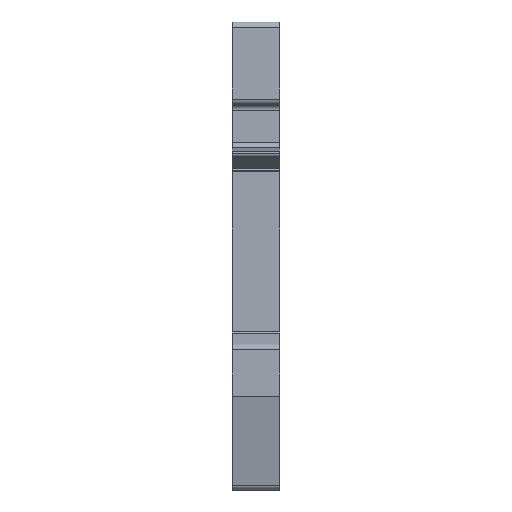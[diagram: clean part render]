
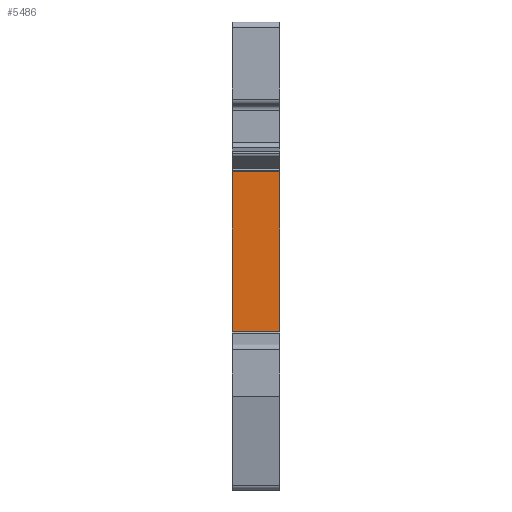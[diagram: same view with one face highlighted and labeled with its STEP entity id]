
A CAD part, front view. The second image highlights one B-rep face of the part: STEP entity #5486.
In plain terms, the highlighted face is planar.
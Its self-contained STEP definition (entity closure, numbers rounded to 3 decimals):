
#1486=DIRECTION('',(0.,0.,-1.));
#1487=VECTOR('',#1486,29.);
#1488=CARTESIAN_POINT('',(0.,1.391,-27.2));
#1489=LINE('',#1488,#1487);
#1852=DIRECTION('',(0.,-1.,0.));
#1853=VECTOR('',#1852,8.7);
#1854=CARTESIAN_POINT('',(0.,10.091,-27.2));
#1855=LINE('',#1854,#1853);
#1866=DIRECTION('',(0.,0.,-1.));
#1867=VECTOR('',#1866,29.);
#1868=CARTESIAN_POINT('',(0.,10.091,-27.2));
#1869=LINE('',#1868,#1867);
#1873=DIRECTION('',(0.,1.,0.));
#1874=VECTOR('',#1873,8.7);
#1875=CARTESIAN_POINT('',(0.,1.391,-56.2));
#1876=LINE('',#1875,#1874);
#3851=CARTESIAN_POINT('',(0.,1.391,-56.2));
#3853=VERTEX_POINT('',#3851);
#3959=CARTESIAN_POINT('',(0.,10.091,-27.2));
#3961=VERTEX_POINT('',#3959);
#4087=CARTESIAN_POINT('',(0.,10.091,-56.2));
#4088=VERTEX_POINT('',#4087);
#4127=CARTESIAN_POINT('',(0.,1.391,-27.2));
#4128=VERTEX_POINT('',#4127);
#5474=CARTESIAN_POINT('',(0.,10.091,-56.2));
#5475=DIRECTION('',(-1.,0.,0.));
#5476=DIRECTION('',(0.,0.,1.));
#5477=AXIS2_PLACEMENT_3D('',#5474,#5475,#5476);
#5478=PLANE('',#5477);
#5479=ORIENTED_EDGE('',*,*,#5157,.T.);
#5481=ORIENTED_EDGE('',*,*,#5480,.T.);
#5482=ORIENTED_EDGE('',*,*,#5268,.F.);
#5483=ORIENTED_EDGE('',*,*,#5460,.T.);
#5484=EDGE_LOOP('',(#5479,#5481,#5482,#5483));
#5485=FACE_OUTER_BOUND('',#5484,.F.);
#5157=EDGE_CURVE('',#4128,#3853,#1489,.T.);
#5268=EDGE_CURVE('',#3961,#4088,#1869,.T.);
#5460=EDGE_CURVE('',#3961,#4128,#1855,.T.);
#5480=EDGE_CURVE('',#3853,#4088,#1876,.T.);
#5486=ADVANCED_FACE('',(#5485),#5478,.T.);
